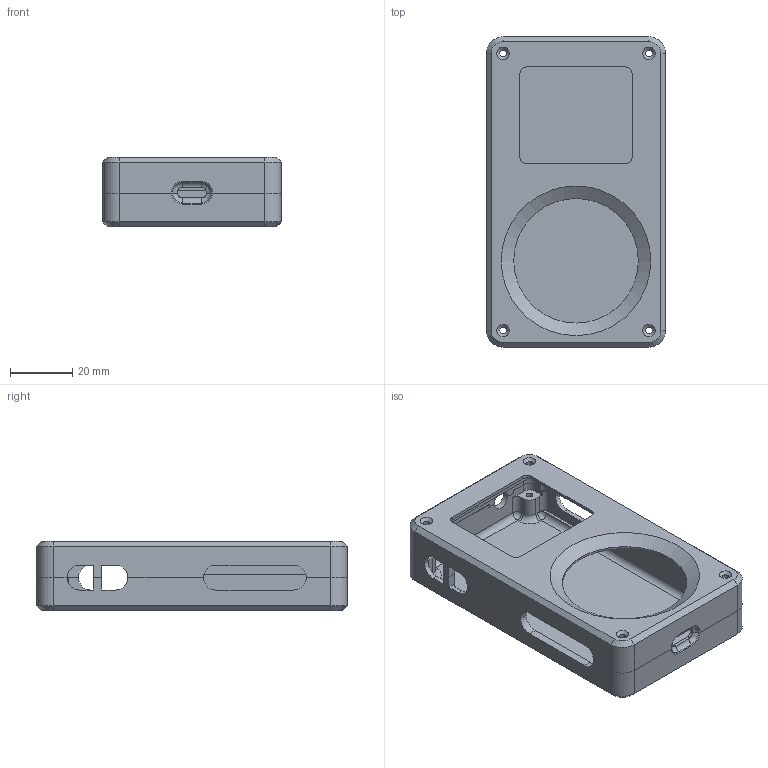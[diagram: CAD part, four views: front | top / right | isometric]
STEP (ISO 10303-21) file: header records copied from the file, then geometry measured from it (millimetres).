
FILE_DESCRIPTION(/* description */ (''),/* implementation_level */ '2;1');
FILE_NAME(/* name */ 'Reworked Case v10.step',/* time_stamp */ '2024-03-13T09:05:49Z',/* author */ (''),/* organization */ (''),/* preprocessor_version */ 'ST-DEVELOPER v20',/* originating_system */ 'Autodesk Translation Framework v12.20.1.177',/* authorisation */ '');
FILE_SCHEMA (('AUTOMOTIVE_DESIGN { 1 0 10303 214 3 1 1 }'));
Length unit declared in the file: millimetre
Products named in the file (8): Reworked Case; Case; Front; Back; Buttons + Slider + SD cover; Buttons; Slider; SD Card
Assembly tree (7 placements, depth 4):
  Reworked Case
    Case
      Front
      Back
      Buttons + Slider + SD cover
        Buttons
        Slider
        SD Card
Bounding box: 57.4 x 99.55 x 22.2 mm (x, y, z)
Volume: 27734.9 mm3; surface area: 29498.7 mm2
Topology: 2 solids, 2 shells, 294 faces, 800 edges, 511 vertices
Faces by surface type: plane 130, cylinder 123, cone 23, sphere 8, torus 6, bspline 4
Full cylindrical faces by diameter (mm): 2.2 x8, 40 x1
Entity records: 9640 total; most frequent: CARTESIAN_POINT 1790, DIRECTION 1666, ORIENTED_EDGE 1600, EDGE_CURVE 800, AXIS2_PLACEMENT_3D 587, VERTEX_POINT 511, LINE 492, VECTOR 492
